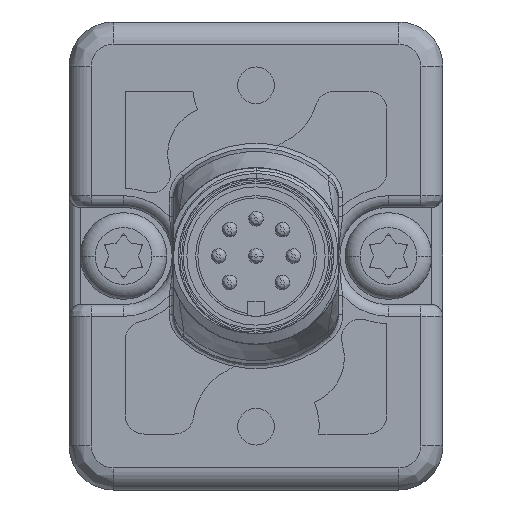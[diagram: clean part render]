
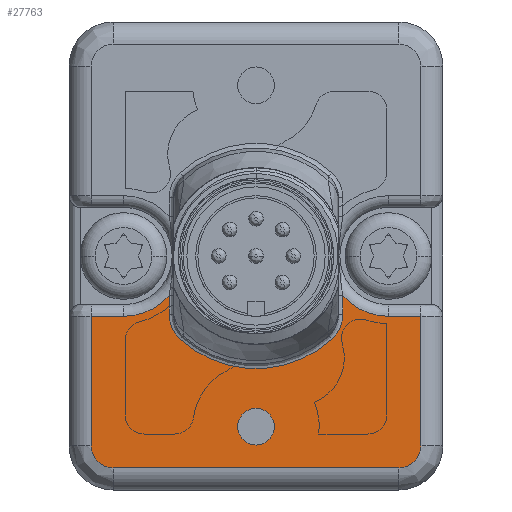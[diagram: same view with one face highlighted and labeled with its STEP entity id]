
A CAD part, front view. The second image highlights one B-rep face of the part: STEP entity #27763.
In plain terms, the highlighted planar face has unit normal (0, -1, 0).
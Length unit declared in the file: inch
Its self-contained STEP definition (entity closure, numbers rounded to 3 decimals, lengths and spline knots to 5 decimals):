
#5697=CARTESIAN_POINT('',(0.23228,-19.88189,
0.52034));
#10365=DIRECTION('',(0.,0.,
-1.));
#10366=VECTOR('',#10365,0.05017);
#10367=CARTESIAN_POINT('',(0.23228,-19.88189,
0.52034));
#10368=LINE('',#10367,#10366);
#10369=CARTESIAN_POINT('',(0.35433,-19.88189,
0.62598));
#10370=DIRECTION('',(0.,1.,0.));
#10371=DIRECTION('',(0.,0.,-1.));
#10372=AXIS2_PLACEMENT_3D('',#10369,#10370,#10371);
#10374=DIRECTION('',(-1.,0.,0.));
#10375=VECTOR('',#10374,0.08661);
#10376=CARTESIAN_POINT('',(0.44094,-19.88189,
0.46457));
#10377=LINE('',#10376,#10375);
#10378=DIRECTION('',(0.,0.,1.));
#10379=VECTOR('',#10378,0.34646);
#10380=CARTESIAN_POINT('',(0.44094,-19.88189,
0.11811));
#10381=LINE('',#10380,#10379);
#10382=CARTESIAN_POINT('',(0.38189,-19.88189,
0.11811));
#10383=DIRECTION('',(0.,-1.,0.));
#10384=DIRECTION('',(0.,0.,-1.));
#10385=AXIS2_PLACEMENT_3D('',#10382,#10383,#10384);
#10387=DIRECTION('',(1.,0.,0.));
#10388=VECTOR('',#10387,0.76378);
#10389=CARTESIAN_POINT('',(-0.38189,-19.88189,
0.05906));
#10390=LINE('',#10389,#10388);
#10391=CARTESIAN_POINT('',(-0.38189,-19.88189,
0.11811));
#10392=DIRECTION('',(0.,-1.,0.));
#10393=DIRECTION('',(-1.,0.,0.));
#10394=AXIS2_PLACEMENT_3D('',#10391,#10392,#10393);
#10396=DIRECTION('',(0.,0.,-1.));
#10397=VECTOR('',#10396,0.34646);
#10398=CARTESIAN_POINT('',(-0.44094,-19.88189,
0.46457));
#10399=LINE('',#10398,#10397);
#10400=DIRECTION('',(-1.,0.,0.));
#10401=VECTOR('',#10400,0.08661);
#10402=CARTESIAN_POINT('',(-0.35433,-19.88189,
0.46457));
#10403=LINE('',#10402,#10401);
#10404=CARTESIAN_POINT('',(-0.35433,-19.88189,
0.62598));
#10405=DIRECTION('',(0.,1.,0.));
#10406=DIRECTION('',(0.756,0.,-0.654));
#10407=AXIS2_PLACEMENT_3D('',#10404,#10405,#10406);
#10409=DIRECTION('',(0.,0.,1.));
#10410=VECTOR('',#10409,0.05017);
#10411=CARTESIAN_POINT('',(-0.23228,-19.88189,
0.47017));
#10412=LINE('',#10411,#10410);
#10413=CARTESIAN_POINT('',(-0.14173,-19.88189,
0.47017));
#10414=DIRECTION('',(0.,1.,0.));
#10415=DIRECTION('',(-0.673,0.,-0.74));
#10416=AXIS2_PLACEMENT_3D('',#10413,#10414,#10415);
#10418=CARTESIAN_POINT('',(0.,-19.88189,0.62598));
#10419=DIRECTION('',(0.,1.,0.));
#10420=DIRECTION('',(0.673,0.,-0.74));
#10421=AXIS2_PLACEMENT_3D('',#10418,#10419,#10420);
#10423=CARTESIAN_POINT('',(0.14173,-19.88189,
0.47017));
#10424=DIRECTION('',(0.,1.,0.));
#10425=DIRECTION('',(1.,0.,0.));
#10426=AXIS2_PLACEMENT_3D('',#10423,#10424,#10425);
#10428=CARTESIAN_POINT('',(0.,-19.88189,0.16929));
#10429=DIRECTION('',(0.,-1.,0.));
#10430=DIRECTION('',(-1.,0.,0.));
#10431=AXIS2_PLACEMENT_3D('',#10428,#10429,#10430);
#10433=CARTESIAN_POINT('',(0.,-19.88189,0.16929));
#10434=DIRECTION('',(0.,-1.,0.));
#10435=DIRECTION('',(1.,0.,0.));
#10436=AXIS2_PLACEMENT_3D('',#10433,#10434,#10435);
#15849=CARTESIAN_POINT('',(0.38189,-19.88189,
0.05906));
#15850=CARTESIAN_POINT('',(0.44094,-19.88189,
0.11811));
#15851=VERTEX_POINT('',#15849);
#15852=VERTEX_POINT('',#15850);
#15857=CARTESIAN_POINT('',(-0.38189,-19.88189,
0.05906));
#15858=VERTEX_POINT('',#15857);
#15861=CARTESIAN_POINT('',(-0.44094,-19.88189,
0.11811));
#15862=VERTEX_POINT('',#15861);
#15873=CARTESIAN_POINT('',(0.44094,-19.88189,
0.46457));
#15874=VERTEX_POINT('',#15873);
#15877=CARTESIAN_POINT('',(0.35433,-19.88189,
0.46457));
#15878=VERTEX_POINT('',#15877);
#15905=CARTESIAN_POINT('',(-0.44094,-19.88189,
0.46457));
#15906=VERTEX_POINT('',#15905);
#15909=CARTESIAN_POINT('',(-0.35433,-19.88189,
0.46457));
#15910=VERTEX_POINT('',#15909);
#15966=VERTEX_POINT('',#5697);
#15969=CARTESIAN_POINT('',(0.23228,-19.88189,
0.47017));
#15970=VERTEX_POINT('',#15969);
#15973=CARTESIAN_POINT('',(0.20266,-19.88189,
0.40319));
#15974=VERTEX_POINT('',#15973);
#15977=CARTESIAN_POINT('',(-0.20266,-19.88189,
0.40319));
#15978=VERTEX_POINT('',#15977);
#15981=CARTESIAN_POINT('',(-0.23228,-19.88189,
0.47017));
#15982=VERTEX_POINT('',#15981);
#15985=CARTESIAN_POINT('',(-0.23228,-19.88189,
0.52034));
#15986=VERTEX_POINT('',#15985);
#16692=CARTESIAN_POINT('',(-0.049,-19.88189,0.16929));
#16693=CARTESIAN_POINT('',(0.049,-19.88189,0.16929));
#16694=VERTEX_POINT('',#16692);
#16695=VERTEX_POINT('',#16693);
#27726=CARTESIAN_POINT('',(0.,-19.88189,0.));
#27727=DIRECTION('',(0.,-1.,0.));
#27728=DIRECTION('',(1.,0.,0.));
#27729=AXIS2_PLACEMENT_3D('',#27726,#27727,#27728);
#27730=PLANE('',#27729);
#27731=ORIENTED_EDGE('',*,*,#27720,.F.);
#27732=ORIENTED_EDGE('',*,*,#25034,.F.);
#27734=ORIENTED_EDGE('',*,*,#27733,.F.);
#27736=ORIENTED_EDGE('',*,*,#27735,.F.);
#27738=ORIENTED_EDGE('',*,*,#27737,.F.);
#27740=ORIENTED_EDGE('',*,*,#27739,.F.);
#27742=ORIENTED_EDGE('',*,*,#27741,.F.);
#27744=ORIENTED_EDGE('',*,*,#27743,.F.);
#27746=ORIENTED_EDGE('',*,*,#27745,.F.);
#27748=ORIENTED_EDGE('',*,*,#27747,.F.);
#27750=ORIENTED_EDGE('',*,*,#27749,.F.);
#27752=ORIENTED_EDGE('',*,*,#27751,.F.);
#27753=ORIENTED_EDGE('',*,*,#27679,.F.);
#27754=ORIENTED_EDGE('',*,*,#27695,.F.);
#27755=EDGE_LOOP('',(#27731,#27732,#27734,#27736,#27738,#27740,#27742,#27744,
#27746,#27748,#27750,#27752,#27753,#27754));
#27756=FACE_OUTER_BOUND('',#27755,.F.);
#27758=ORIENTED_EDGE('',*,*,#27757,.T.);
#27760=ORIENTED_EDGE('',*,*,#27759,.T.);
#27761=EDGE_LOOP('',(#27758,#27760));
#27762=FACE_BOUND('',#27761,.F.);
#27763=ADVANCED_FACE('',(#27756,#27762),#27730,.T.);
#10373=CIRCLE('',#10372,0.16142);
#10386=CIRCLE('',#10385,0.05906);
#10395=CIRCLE('',#10394,0.05906);
#10408=CIRCLE('',#10407,0.16142);
#10417=CIRCLE('',#10416,0.09055);
#10422=CIRCLE('',#10421,0.30118);
#10427=CIRCLE('',#10426,0.09055);
#10432=CIRCLE('',#10431,0.049);
#10437=CIRCLE('',#10436,0.049);
#25034=EDGE_CURVE('',#15878,#15966,#10373,.T.);
#27679=EDGE_CURVE('',#15974,#15978,#10422,.T.);
#27695=EDGE_CURVE('',#15970,#15974,#10427,.T.);
#27720=EDGE_CURVE('',#15966,#15970,#10368,.T.);
#27733=EDGE_CURVE('',#15874,#15878,#10377,.T.);
#27735=EDGE_CURVE('',#15852,#15874,#10381,.T.);
#27737=EDGE_CURVE('',#15851,#15852,#10386,.T.);
#27739=EDGE_CURVE('',#15858,#15851,#10390,.T.);
#27741=EDGE_CURVE('',#15862,#15858,#10395,.T.);
#27743=EDGE_CURVE('',#15906,#15862,#10399,.T.);
#27745=EDGE_CURVE('',#15910,#15906,#10403,.T.);
#27747=EDGE_CURVE('',#15986,#15910,#10408,.T.);
#27749=EDGE_CURVE('',#15982,#15986,#10412,.T.);
#27751=EDGE_CURVE('',#15978,#15982,#10417,.T.);
#27757=EDGE_CURVE('',#16694,#16695,#10432,.T.);
#27759=EDGE_CURVE('',#16695,#16694,#10437,.T.);
